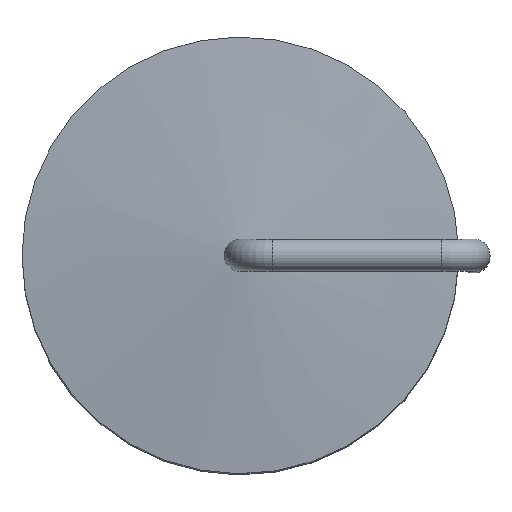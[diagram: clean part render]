
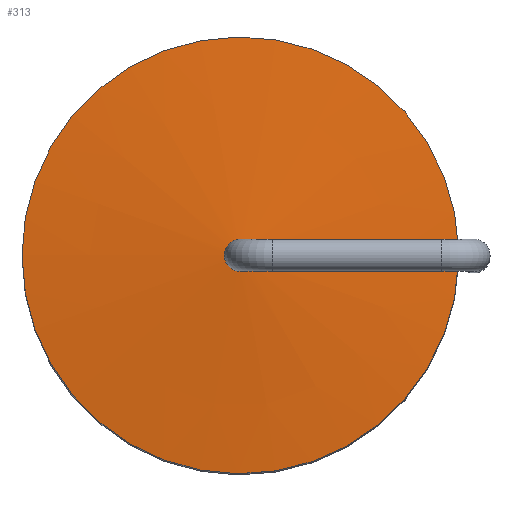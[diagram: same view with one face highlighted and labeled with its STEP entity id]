
A CAD part, top view. The second image highlights one B-rep face of the part: STEP entity #313.
In plain terms, the highlighted conical face has half-angle 84.906 degrees and reference radius 0.263 mm.
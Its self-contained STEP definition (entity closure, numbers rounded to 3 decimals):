
#124 = VERTEX_POINT('',#125);
#125 = CARTESIAN_POINT('',(4.73,0.,15.702));
#131 = EDGE_CURVE('',#132,#124,#134,.T.);
#132 = VERTEX_POINT('',#133);
#133 = CARTESIAN_POINT('',(4.749,-0.113,15.7));
#134 = B_SPLINE_CURVE_WITH_KNOTS('',7,(#135,#136,#137,#138,#139,#140,
    #141,#142),.UNSPECIFIED.,.F.,.F.,(8,8),(0.,1.),
  .PIECEWISE_BEZIER_KNOTS.);
#135 = CARTESIAN_POINT('',(4.749,-0.113,15.7));
#136 = CARTESIAN_POINT('',(4.745,-0.102,
    15.7));
#137 = CARTESIAN_POINT('',(4.742,-0.092,
    15.701));
#138 = CARTESIAN_POINT('',(4.739,-0.08,
    15.701));
#139 = CARTESIAN_POINT('',(4.736,-0.066,
    15.701));
#140 = CARTESIAN_POINT('',(4.732,-0.048,
    15.702));
#141 = CARTESIAN_POINT('',(4.73,-0.027,
    15.702));
#142 = CARTESIAN_POINT('',(4.73,0.,15.702));
#246 = VERTEX_POINT('',#247);
#247 = CARTESIAN_POINT('',(4.749,0.113,15.7));
#253 = EDGE_CURVE('',#124,#246,#254,.T.);
#254 = B_SPLINE_CURVE_WITH_KNOTS('',7,(#255,#256,#257,#258,#259,#260,
    #261,#262),.UNSPECIFIED.,.F.,.F.,(8,8),(0.,1.),
  .PIECEWISE_BEZIER_KNOTS.);
#255 = CARTESIAN_POINT('',(4.73,0.,15.702));
#256 = CARTESIAN_POINT('',(4.73,0.027,
    15.702));
#257 = CARTESIAN_POINT('',(4.732,0.048,
    15.702));
#258 = CARTESIAN_POINT('',(4.736,0.066,
    15.701));
#259 = CARTESIAN_POINT('',(4.739,0.08,
    15.701));
#260 = CARTESIAN_POINT('',(4.742,0.092,
    15.701));
#261 = CARTESIAN_POINT('',(4.745,0.102,15.7
    ));
#262 = CARTESIAN_POINT('',(4.749,0.113,15.7));
#313 = ADVANCED_FACE('',(#314),#341,.T.);
#314 = FACE_BOUND('',#315,.T.);
#315 = EDGE_LOOP('',(#316,#325,#331,#332,#339,#340));
#316 = ORIENTED_EDGE('',*,*,#317,.F.);
#317 = EDGE_CURVE('',#318,#318,#320,.T.);
#318 = VERTEX_POINT('',#319);
#319 = CARTESIAN_POINT('',(0.35,0.,16.092));
#320 = CIRCLE('',#321,0.35);
#321 = AXIS2_PLACEMENT_3D('',#322,#323,#324);
#322 = CARTESIAN_POINT('',(0.,0.,16.092)
  );
#323 = DIRECTION('',(0.,0.,1.));
#324 = DIRECTION('',(0.,-1.,0.));
#325 = ORIENTED_EDGE('',*,*,#326,.T.);
#326 = EDGE_CURVE('',#318,#124,#327,.T.);
#327 = LINE('',#328,#329);
#328 = CARTESIAN_POINT('',(0.263,0.,16.1));
#329 = VECTOR('',#330,1.);
#330 = DIRECTION('',(0.996,0.,
    -0.089));
#331 = ORIENTED_EDGE('',*,*,#253,.T.);
#332 = ORIENTED_EDGE('',*,*,#333,.F.);
#333 = EDGE_CURVE('',#132,#246,#334,.T.);
#334 = CIRCLE('',#335,4.75);
#335 = AXIS2_PLACEMENT_3D('',#336,#337,#338);
#336 = CARTESIAN_POINT('',(0.,0.,15.7));
#337 = DIRECTION('',(0.,0.,-1.));
#338 = DIRECTION('',(1.,0.,0.));
#339 = ORIENTED_EDGE('',*,*,#131,.T.);
#340 = ORIENTED_EDGE('',*,*,#326,.F.);
#341 = CONICAL_SURFACE('',#342,0.263,1.482);
#342 = AXIS2_PLACEMENT_3D('',#343,#344,#345);
#343 = CARTESIAN_POINT('',(0.,0.,16.1));
#344 = DIRECTION('',(0.,0.,-1.));
#345 = DIRECTION('',(1.,0.,0.));
